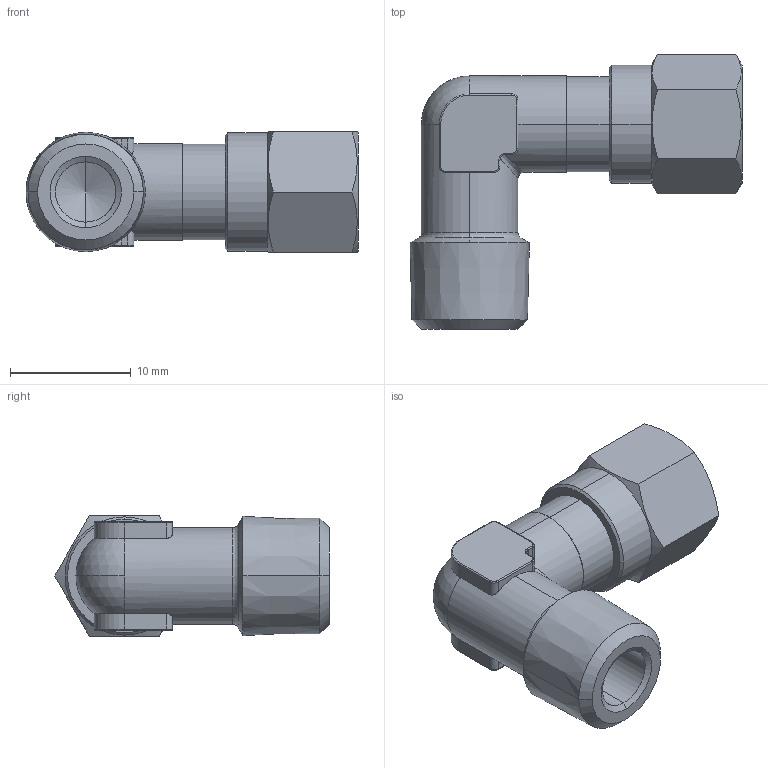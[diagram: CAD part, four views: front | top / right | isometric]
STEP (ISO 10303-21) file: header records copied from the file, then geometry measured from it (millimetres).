
FILE_DESCRIPTION (( 'STEP AP203' ), '1' );
FILE_NAME ('03060011.STEP', '2011-10-31T08:52:29', ( '' ), ( 'sopra-pneumatic' ), 'SwSTEP 2.0', 'SolidWorks 2011', '' );
FILE_SCHEMA (( 'CONFIG_CONTROL_DESIGN' ));
Length unit declared in the file: millimetre
Products named in the file (1): 03060011
Bounding box: 27.5 x 22.77 x 10 mm (x, y, z)
Volume: 1961.9 mm3; surface area: 1842.1 mm2
Topology: 1 solids, 1 shells, 98 faces, 238 edges, 143 vertices
Faces by surface type: cylinder 38, plane 25, cone 18, torus 14, sphere 2, bspline 1
Entity records: 3146 total; most frequent: CARTESIAN_POINT 779, DIRECTION 502, ORIENTED_EDGE 472, EDGE_CURVE 236, AXIS2_PLACEMENT_3D 204, VERTEX_POINT 143, CIRCLE 106, EDGE_LOOP 103
